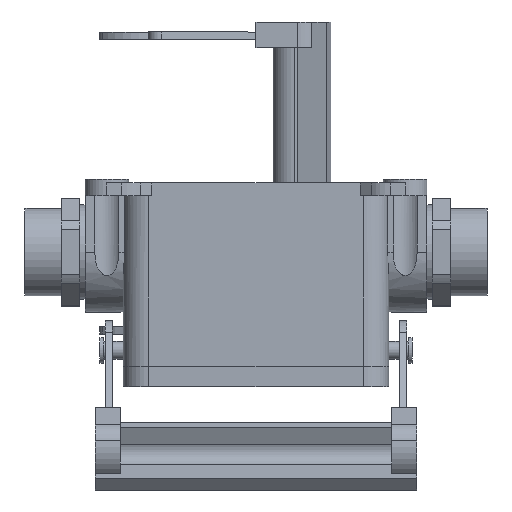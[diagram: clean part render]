
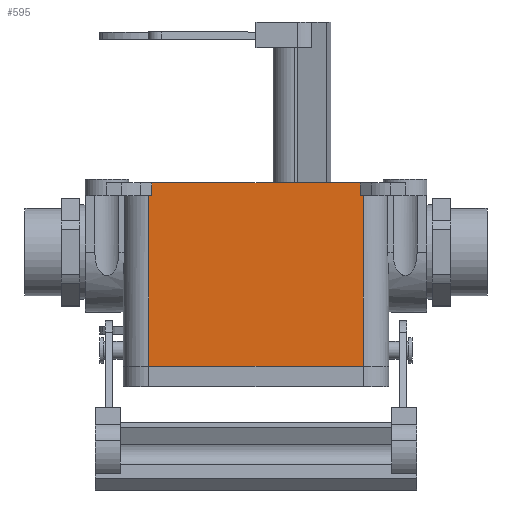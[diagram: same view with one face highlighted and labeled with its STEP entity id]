
A CAD part, top view. The second image highlights one B-rep face of the part: STEP entity #595.
In plain terms, the highlighted planar face has unit normal (0, 0, 1).
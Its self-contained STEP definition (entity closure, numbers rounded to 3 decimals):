
#595 = ADVANCED_FACE( '', ( #1269 ), #1270, .F. );
#1269 = FACE_OUTER_BOUND( '', #2008, .T. );
#1270 = PLANE( '', #2009 );
#2008 = EDGE_LOOP( '', ( #3705, #3706, #3707, #3708, #3709, #3710, #3711, #3712 ) );
#2009 = AXIS2_PLACEMENT_3D( '', #3713, #3714, #3715 );
#3705 = ORIENTED_EDGE( '', *, *, #4305, .T. );
#3706 = ORIENTED_EDGE( '', *, *, #4488, .F. );
#3707 = ORIENTED_EDGE( '', *, *, #4702, .T. );
#3708 = ORIENTED_EDGE( '', *, *, #4831, .T. );
#3709 = ORIENTED_EDGE( '', *, *, #4578, .F. );
#3710 = ORIENTED_EDGE( '', *, *, #4873, .F. );
#3711 = ORIENTED_EDGE( '', *, *, #4626, .T. );
#3712 = ORIENTED_EDGE( '', *, *, #4514, .T. );
#3713 = CARTESIAN_POINT( '', ( 0., -3.5, 21.5 ) );
#3714 = DIRECTION( '', ( 0., 0., -1. ) );
#3715 = DIRECTION( '', ( -1., 0., 0. ) );
#4305 = EDGE_CURVE( '', #5176, #5174, #5177, .T. );
#4488 = EDGE_CURVE( '', #5482, #5174, #5484, .T. );
#4514 = EDGE_CURVE( '', #5520, #5176, #5521, .T. );
#4578 = EDGE_CURVE( '', #5615, #5617, #5618, .T. );
#4626 = EDGE_CURVE( '', #5690, #5520, #5691, .T. );
#4702 = EDGE_CURVE( '', #5482, #5794, #5796, .T. );
#4831 = EDGE_CURVE( '', #5794, #5617, #5969, .T. );
#4873 = EDGE_CURVE( '', #5690, #5615, #6017, .T. );
#5174 = VERTEX_POINT( '', #6392 );
#5176 = VERTEX_POINT( '', #6395 );
#5177 = LINE( '', #6396, #6397 );
#5482 = VERTEX_POINT( '', #6919 );
#5484 = LINE( '', #6922, #6923 );
#5520 = VERTEX_POINT( '', #6974 );
#5521 = LINE( '', #6975, #6976 );
#5615 = VERTEX_POINT( '', #7104 );
#5617 = VERTEX_POINT( '', #7106 );
#5618 = LINE( '', #7107, #7108 );
#5690 = VERTEX_POINT( '', #7243 );
#5691 = LINE( '', #7244, #7245 );
#5794 = VERTEX_POINT( '', #7435 );
#5796 = LINE( '', #7437, #7438 );
#5969 = LINE( '', #7678, #7679 );
#6017 = LINE( '', #7741, #7742 );
#6392 = CARTESIAN_POINT( '', ( -28.625, 0., 21.5 ) );
#6395 = CARTESIAN_POINT( '', ( 28.625, 0., 21.5 ) );
#6396 = CARTESIAN_POINT( '', ( 0., 0., 21.5 ) );
#6397 = VECTOR( '', #8023, 1000. );
#6919 = CARTESIAN_POINT( '', ( -28.625, -3.5, 21.5 ) );
#6922 = CARTESIAN_POINT( '', ( -28.625, -3.5, 21.5 ) );
#6923 = VECTOR( '', #8263, 1000. );
#6974 = CARTESIAN_POINT( '', ( 28.625, -3.5, 21.5 ) );
#6975 = CARTESIAN_POINT( '', ( 28.625, -3.5, 21.5 ) );
#6976 = VECTOR( '', #8282, 1000. );
#7104 = CARTESIAN_POINT( '', ( 29.5, -50.4, 21.5 ) );
#7106 = CARTESIAN_POINT( '', ( -29.5, -50.4, 21.5 ) );
#7107 = CARTESIAN_POINT( '', ( -29.5, -50.4, 21.5 ) );
#7108 = VECTOR( '', #8359, 1000. );
#7243 = CARTESIAN_POINT( '', ( 29.5, -3.5, 21.5 ) );
#7244 = CARTESIAN_POINT( '', ( -36.9, -3.5, 21.5 ) );
#7245 = VECTOR( '', #8415, 1000. );
#7435 = CARTESIAN_POINT( '', ( -29.5, -3.5, 21.5 ) );
#7437 = CARTESIAN_POINT( '', ( -36.9, -3.5, 21.5 ) );
#7438 = VECTOR( '', #8497, 1000. );
#7678 = CARTESIAN_POINT( '', ( -29.5, 68.688, 21.5 ) );
#7679 = VECTOR( '', #8648, 1000. );
#7741 = CARTESIAN_POINT( '', ( 29.5, 68.688, 21.5 ) );
#7742 = VECTOR( '', #8684, 1000. );
#8023 = DIRECTION( '', ( -1., 0., 0. ) );
#8263 = DIRECTION( '', ( 0., 1., 0. ) );
#8282 = DIRECTION( '', ( 0., 1., 0. ) );
#8359 = DIRECTION( '', ( -1., 0., 0. ) );
#8415 = DIRECTION( '', ( -1., 0., 0. ) );
#8497 = DIRECTION( '', ( -1., 0., 0. ) );
#8648 = DIRECTION( '', ( 0., -1., 0. ) );
#8684 = DIRECTION( '', ( 0., -1., 0. ) );
